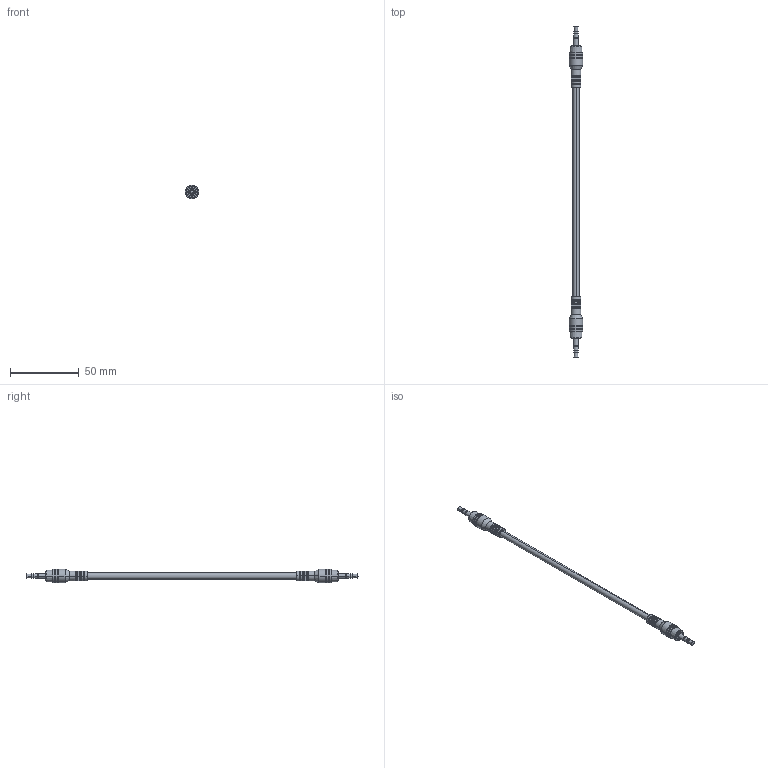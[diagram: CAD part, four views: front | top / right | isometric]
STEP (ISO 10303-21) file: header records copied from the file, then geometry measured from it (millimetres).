
FILE_DESCRIPTION (( 'STEP AP214' ), '1' );
FILE_NAME ('CTL35MM.STEP', '2006-08-28T15:59:36', ( 'L-COM' ), ( 'L-COM' ), 'SwSTEP 2.0', 'SolidWorks 2006052', '' );
FILE_SCHEMA (( 'AUTOMOTIVE_DESIGN' ));
Length unit declared in the file: inch
Products named in the file (3): 3AB13-002; 3AC03-033; CTL35MM
Assembly tree (3 placements, depth 2):
  CTL35MM
    3AB13-002  x2
    3AC03-033
Bounding box: 9.91 x 241.55 x 9.91 mm (x, y, z)
Volume: 5827.4 mm3; surface area: 4975.5 mm2
Topology: 3 solids, 3 shells, 254 faces, 538 edges, 342 vertices
Faces by surface type: plane 156, cylinder 54, torus 24, cone 20
Entity records: 4108 total; most frequent: DIRECTION 660, CARTESIAN_POINT 578, ORIENTED_EDGE 540, EDGE_CURVE 270, AXIS2_PLACEMENT_3D 255, VERTEX_POINT 173, EDGE_LOOP 157, VECTOR 150
